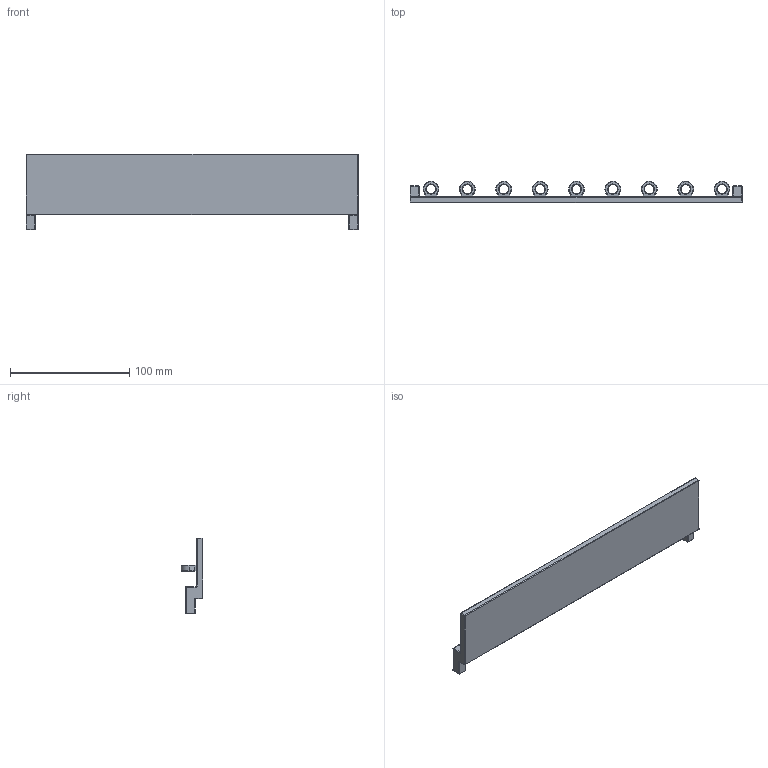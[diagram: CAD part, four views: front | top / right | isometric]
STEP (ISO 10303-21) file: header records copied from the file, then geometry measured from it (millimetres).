
FILE_DESCRIPTION (( 'STEP AP214' ), '1' );
FILE_NAME ('armGuides.STEP', '2025-11-22T02:34:03', ( '' ), ( '' ), 'SwSTEP 2.0', 'SolidWorks 2024', '' );
FILE_SCHEMA (( 'AUTOMOTIVE_DESIGN' ));
Length unit declared in the file: inch
Products named in the file (1): armGuides
Bounding box: 278.13 x 18.1 x 63.5 mm (x, y, z)
Volume: 79074.8 mm3; surface area: 36371.4 mm2
Topology: 1 solids, 1 shells, 419 faces, 952 edges, 526 vertices
Faces by surface type: cylinder 177, torus 172, plane 52, sphere 18
Entity records: 11665 total; most frequent: DIRECTION 2408, CARTESIAN_POINT 1880, ORIENTED_EDGE 1868, AXIS2_PLACEMENT_3D 1054, EDGE_CURVE 934, CIRCLE 634, VERTEX_POINT 526, EDGE_LOOP 446
